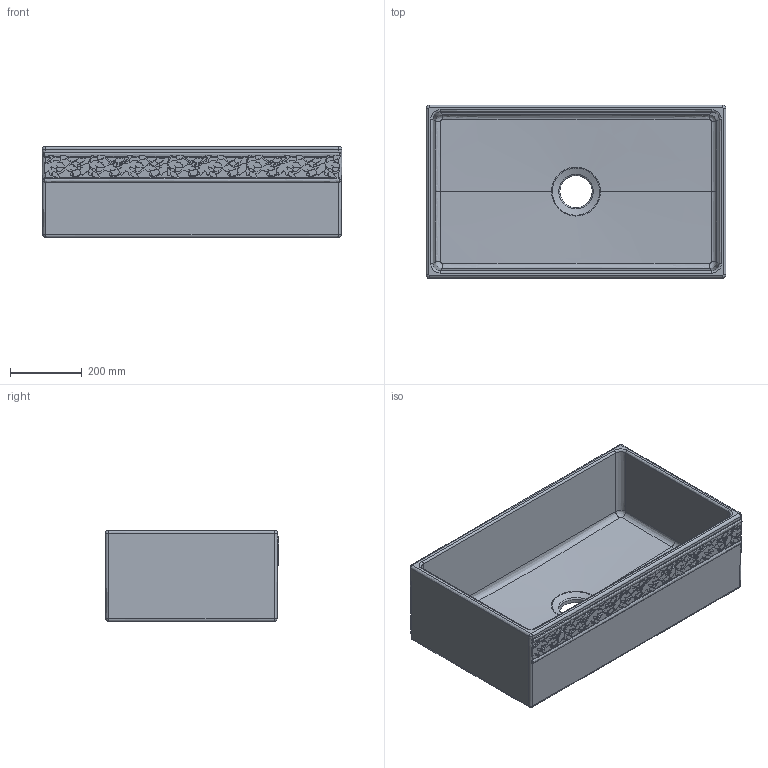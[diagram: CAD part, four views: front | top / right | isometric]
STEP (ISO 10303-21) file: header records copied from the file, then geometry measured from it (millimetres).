
FILE_DESCRIPTION(/* description */ (''),/* implementation_level */ '2;1');
FILE_NAME(/* name */ '1353 33x19x10 Tek goz AF merkezi sifon cicek.stp',/* time_stamp */ '2016-10-19T09:06:51+03:00',/* author */ (''),/* organization */ (''),/* preprocessor_version */ 'ST-DEVELOPER v16',/* originating_system */ 'SIEMENS PLM Software NX 10.0',/* authorisation */ '');
FILE_SCHEMA (('AP203_CONFIGURATION_CONTROLLED_3D_DESIGN_OF_MECHANICAL_PARTS_AND_ASSEMBLIES_MIM_LF { 1 0 10303 403 2 1 2}'));
Products named in the file (1): Cosk54B82AA890q6
Bounding box: 837.87 x 485.43 x 254 mm (x, y, z)
Volume: 21133047.7 mm3; surface area: 2021666.2 mm2
Topology: 1 solids, 1 shells, 688 faces, 1769 edges, 1097 vertices
Faces by surface type: bspline 573, plane 65, cylinder 46, extrusion 3, cone 1
Full cylindrical faces by diameter (mm): 8 x4
Entity records: 94488 total; most frequent: CARTESIAN_POINT 82325, ORIENTED_EDGE 3524, EDGE_CURVE 1762, B_SPLINE_CURVE_WITH_KNOTS 1339, VERTEX_POINT 1095, DIRECTION 916, EDGE_LOOP 709, ADVANCED_FACE 688
